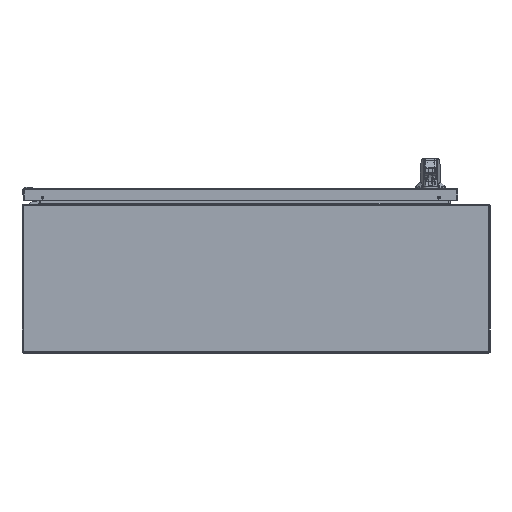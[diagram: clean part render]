
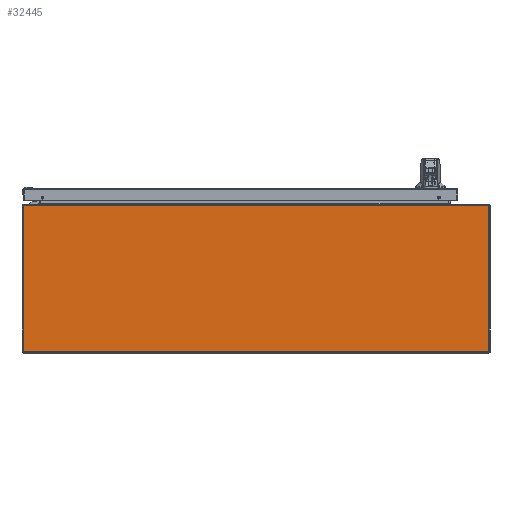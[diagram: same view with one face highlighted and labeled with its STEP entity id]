
A CAD part, left-side view. The second image highlights one B-rep face of the part: STEP entity #32445.
In plain terms, the highlighted planar face has unit normal (-1, 0, 0).
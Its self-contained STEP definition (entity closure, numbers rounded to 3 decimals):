
#7738 = CARTESIAN_POINT ( 'NONE',  ( -18., -15.613, 5. ) ) ;
#14465 = VECTOR ( 'NONE', #79074, 39.37 ) ;
#19816 = EDGE_CURVE ( 'NONE', #37610, #46599, #199516, .T. ) ;
#20131 = AXIS2_PLACEMENT_3D ( 'NONE', #7738, #218876, #24771 ) ;
#22324 = LINE ( 'NONE', #110772, #217878 ) ;
#24771 = DIRECTION ( 'NONE',  ( 0., 0., 1. ) ) ;
#32445 = ADVANCED_FACE ( 'NONE', ( #183650 ), #217753, .T. ) ;
#32851 = ORIENTED_EDGE ( 'NONE', *, *, #147505, .F. ) ;
#37610 = VERTEX_POINT ( 'NONE', #201221 ) ;
#38981 = EDGE_CURVE ( 'NONE', #92059, #166379, #130458, .T. ) ;
#46599 = VERTEX_POINT ( 'NONE', #60662 ) ;
#58569 = DIRECTION ( 'NONE',  ( 0., 0., 1. ) ) ;
#60662 = CARTESIAN_POINT ( 'NONE',  ( -18., 15.613, -4.864 ) ) ;
#63562 = CARTESIAN_POINT ( 'NONE',  ( -18., 15.613, 4.883 ) ) ;
#66841 = ORIENTED_EDGE ( 'NONE', *, *, #162610, .T. ) ;
#79074 = DIRECTION ( 'NONE',  ( 0., 1., 0. ) ) ;
#92059 = VERTEX_POINT ( 'NONE', #200363 ) ;
#94120 = CARTESIAN_POINT ( 'NONE',  ( -18., 15.613, 0. ) ) ;
#105335 = EDGE_LOOP ( 'NONE', ( #165166, #66841, #220865, #32851 ) ) ;
#106693 = DIRECTION ( 'NONE',  ( 0., 0., 1. ) ) ;
#110737 = VECTOR ( 'NONE', #215685, 39.37 ) ;
#110772 = CARTESIAN_POINT ( 'NONE',  ( -18., -15.613, 0. ) ) ;
#117832 = VECTOR ( 'NONE', #106693, 39.37 ) ;
#124887 = LINE ( 'NONE', #94120, #117832 ) ;
#130458 = LINE ( 'NONE', #216785, #110737 ) ;
#147505 = EDGE_CURVE ( 'NONE', #46599, #166379, #124887, .T. ) ;
#162610 = EDGE_CURVE ( 'NONE', #37610, #92059, #22324, .T. ) ;
#165166 = ORIENTED_EDGE ( 'NONE', *, *, #19816, .F. ) ;
#166379 = VERTEX_POINT ( 'NONE', #63562 ) ;
#183650 = FACE_OUTER_BOUND ( 'NONE', #105335, .T. ) ;
#199516 = LINE ( 'NONE', #219913, #14465 ) ;
#200363 = CARTESIAN_POINT ( 'NONE',  ( -18., -15.613, 4.883 ) ) ;
#201221 = CARTESIAN_POINT ( 'NONE',  ( -18., -15.613, -4.864 ) ) ;
#215685 = DIRECTION ( 'NONE',  ( 0., 1., 0. ) ) ;
#216785 = CARTESIAN_POINT ( 'NONE',  ( -18., -15.613, 4.883 ) ) ;
#217753 = PLANE ( 'NONE',  #20131 ) ;
#217878 = VECTOR ( 'NONE', #58569, 39.37 ) ;
#218876 = DIRECTION ( 'NONE',  ( -1., 0., 0. ) ) ;
#219913 = CARTESIAN_POINT ( 'NONE',  ( -18., -15.613, -4.864 ) ) ;
#220865 = ORIENTED_EDGE ( 'NONE', *, *, #38981, .T. ) ;
